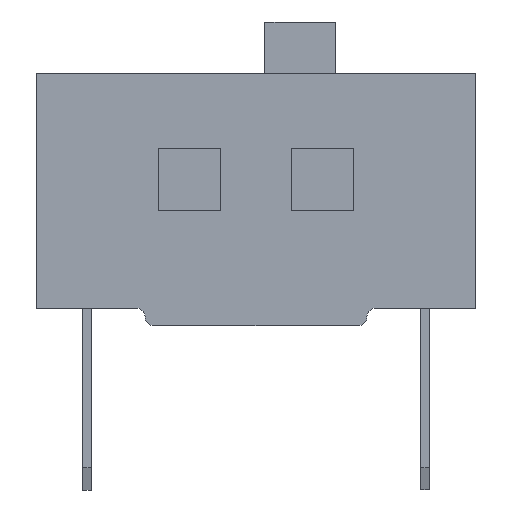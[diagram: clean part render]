
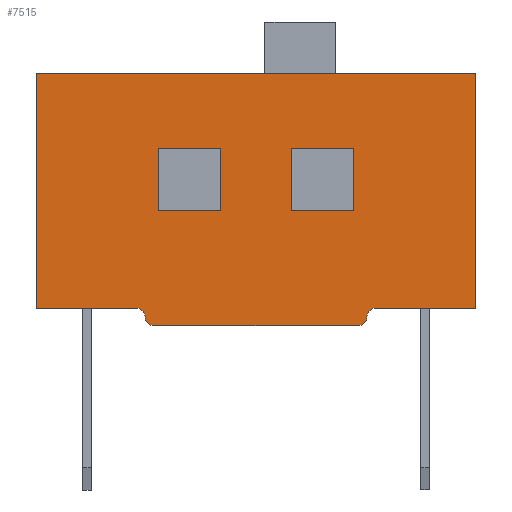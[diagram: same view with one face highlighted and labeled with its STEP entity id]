
A CAD part, left-side view. The second image highlights one B-rep face of the part: STEP entity #7515.
In plain terms, the highlighted planar face has unit normal (-1, 0, 0).
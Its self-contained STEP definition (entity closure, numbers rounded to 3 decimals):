
#236=CIRCLE('',#7838,0.2);
#237=CIRCLE('',#7839,0.2);
#238=CIRCLE('',#7840,0.2);
#239=CIRCLE('',#7841,0.2);
#254=ORIENTED_EDGE('',*,*,#1864,.T.);
#255=ORIENTED_EDGE('',*,*,#1865,.T.);
#256=ORIENTED_EDGE('',*,*,#1866,.T.);
#257=ORIENTED_EDGE('',*,*,#1867,.T.);
#258=ORIENTED_EDGE('',*,*,#1868,.T.);
#259=ORIENTED_EDGE('',*,*,#1869,.T.);
#260=ORIENTED_EDGE('',*,*,#1870,.T.);
#261=ORIENTED_EDGE('',*,*,#1871,.T.);
#262=ORIENTED_EDGE('',*,*,#1872,.F.);
#263=ORIENTED_EDGE('',*,*,#1873,.F.);
#264=ORIENTED_EDGE('',*,*,#1874,.T.);
#265=ORIENTED_EDGE('',*,*,#1875,.T.);
#266=ORIENTED_EDGE('',*,*,#1876,.T.);
#267=ORIENTED_EDGE('',*,*,#1877,.T.);
#268=ORIENTED_EDGE('',*,*,#1878,.T.);
#269=ORIENTED_EDGE('',*,*,#1879,.T.);
#270=ORIENTED_EDGE('',*,*,#1880,.T.);
#271=ORIENTED_EDGE('',*,*,#1881,.T.);
#1864=EDGE_CURVE('',#2669,#2670,#3207,.T.);
#1865=EDGE_CURVE('',#2670,#2671,#3208,.T.);
#1866=EDGE_CURVE('',#2671,#2672,#3209,.T.);
#1867=EDGE_CURVE('',#2672,#2669,#3210,.T.);
#1868=EDGE_CURVE('',#2673,#2674,#3211,.T.);
#1869=EDGE_CURVE('',#2674,#2675,#236,.F.);
#1870=EDGE_CURVE('',#2675,#2676,#237,.T.);
#1871=EDGE_CURVE('',#2676,#2677,#3212,.T.);
#1872=EDGE_CURVE('',#2678,#2677,#3213,.T.);
#1873=EDGE_CURVE('',#2679,#2678,#3214,.T.);
#1874=EDGE_CURVE('',#2679,#2680,#3215,.T.);
#1875=EDGE_CURVE('',#2680,#2681,#3216,.T.);
#1876=EDGE_CURVE('',#2681,#2682,#238,.T.);
#1877=EDGE_CURVE('',#2682,#2673,#239,.F.);
#1878=EDGE_CURVE('',#2683,#2684,#3217,.T.);
#1879=EDGE_CURVE('',#2684,#2685,#3218,.T.);
#1880=EDGE_CURVE('',#2685,#2686,#3219,.T.);
#1881=EDGE_CURVE('',#2686,#2683,#3220,.T.);
#2669=VERTEX_POINT('',#9429);
#2670=VERTEX_POINT('',#9430);
#2671=VERTEX_POINT('',#9432);
#2672=VERTEX_POINT('',#9434);
#2673=VERTEX_POINT('',#9437);
#2674=VERTEX_POINT('',#9438);
#2675=VERTEX_POINT('',#9440);
#2676=VERTEX_POINT('',#9442);
#2677=VERTEX_POINT('',#9444);
#2678=VERTEX_POINT('',#9446);
#2679=VERTEX_POINT('',#9448);
#2680=VERTEX_POINT('',#9450);
#2681=VERTEX_POINT('',#9452);
#2682=VERTEX_POINT('',#9454);
#2683=VERTEX_POINT('',#9457);
#2684=VERTEX_POINT('',#9458);
#2685=VERTEX_POINT('',#9460);
#2686=VERTEX_POINT('',#9462);
#3207=LINE('',#9428,#3846);
#3208=LINE('',#9431,#3847);
#3209=LINE('',#9433,#3848);
#3210=LINE('',#9435,#3849);
#3211=LINE('',#9436,#3850);
#3212=LINE('',#9443,#3851);
#3213=LINE('',#9445,#3852);
#3214=LINE('',#9447,#3853);
#3215=LINE('',#9449,#3854);
#3216=LINE('',#9451,#3855);
#3217=LINE('',#9456,#3856);
#3218=LINE('',#9459,#3857);
#3219=LINE('',#9461,#3858);
#3220=LINE('',#9463,#3859);
#3846=VECTOR('',#8157,1000.);
#3847=VECTOR('',#8158,1000.);
#3848=VECTOR('',#8159,1000.);
#3849=VECTOR('',#8160,1000.);
#3850=VECTOR('',#8161,1000.);
#3851=VECTOR('',#8166,1000.);
#3852=VECTOR('',#8167,1000.);
#3853=VECTOR('',#8168,1000.);
#3854=VECTOR('',#8169,1000.);
#3855=VECTOR('',#8170,1000.);
#3856=VECTOR('',#8175,1000.);
#3857=VECTOR('',#8176,1000.);
#3858=VECTOR('',#8177,1000.);
#3859=VECTOR('',#8178,1000.);
#4485=EDGE_LOOP('',(#254,#255,#256,#257));
#4486=EDGE_LOOP('',(#258,#259,#260,#261,#262,#263,#264,#265,#266,#267));
#4487=EDGE_LOOP('',(#268,#269,#270,#271));
#4840=FACE_BOUND('',#4485,.T.);
#4841=FACE_BOUND('',#4486,.T.);
#4842=FACE_BOUND('',#4487,.T.);
#5195=PLANE('',#7837);
#7515=ADVANCED_FACE('',(#4840,#4841,#4842),#5195,.F.);
#7837=AXIS2_PLACEMENT_3D('',#9427,#8155,#8156);
#7838=AXIS2_PLACEMENT_3D('',#9439,#8162,#8163);
#7839=AXIS2_PLACEMENT_3D('',#9441,#8164,#8165);
#7840=AXIS2_PLACEMENT_3D('',#9453,#8171,#8172);
#7841=AXIS2_PLACEMENT_3D('',#9455,#8173,#8174);
#8155=DIRECTION('',(1.,0.,0.));
#8156=DIRECTION('',(0.,0.,-1.));
#8157=DIRECTION('',(0.,1.,0.));
#8158=DIRECTION('',(0.,0.,1.));
#8159=DIRECTION('',(0.,-1.,0.));
#8160=DIRECTION('',(0.,0.,-1.));
#8161=DIRECTION('',(0.,-1.,0.));
#8162=DIRECTION('',(1.,0.,0.));
#8163=DIRECTION('',(0.,0.,-1.));
#8164=DIRECTION('',(1.,0.,0.));
#8165=DIRECTION('',(0.,0.,-1.));
#8166=DIRECTION('',(0.,-1.,0.));
#8167=DIRECTION('',(0.,0.,-1.));
#8168=DIRECTION('',(0.,-1.,0.));
#8169=DIRECTION('',(0.,0.,-1.));
#8170=DIRECTION('',(0.,-1.,0.));
#8171=DIRECTION('',(1.,0.,0.));
#8172=DIRECTION('',(0.,0.,-1.));
#8173=DIRECTION('',(1.,0.,0.));
#8174=DIRECTION('',(0.,0.,-1.));
#8175=DIRECTION('',(0.,1.,0.));
#8176=DIRECTION('',(0.,0.,1.));
#8177=DIRECTION('',(0.,-1.,0.));
#8178=DIRECTION('',(0.,0.,-1.));
#9427=CARTESIAN_POINT('',(-9.54,4.95,5.3));
#9428=CARTESIAN_POINT('',(-9.54,0.8,2.2));
#9429=CARTESIAN_POINT('',(-9.54,0.8,2.2));
#9430=CARTESIAN_POINT('',(-9.54,2.2,2.2));
#9431=CARTESIAN_POINT('',(-9.54,2.2,2.2));
#9432=CARTESIAN_POINT('',(-9.54,2.2,3.6));
#9433=CARTESIAN_POINT('',(-9.54,2.2,3.6));
#9434=CARTESIAN_POINT('',(-9.54,0.8,3.6));
#9435=CARTESIAN_POINT('',(-9.54,0.8,3.6));
#9436=CARTESIAN_POINT('',(-9.54,2.5,-0.4));
#9437=CARTESIAN_POINT('',(-9.54,2.3,-0.4));
#9438=CARTESIAN_POINT('',(-9.54,-2.3,-0.4));
#9439=CARTESIAN_POINT('',(-9.54,-2.3,-0.2));
#9440=CARTESIAN_POINT('',(-9.54,-2.5,-0.2));
#9441=CARTESIAN_POINT('',(-9.54,-2.7,-0.2));
#9442=CARTESIAN_POINT('',(-9.54,-2.7,0.));
#9443=CARTESIAN_POINT('',(-9.54,4.95,0.));
#9444=CARTESIAN_POINT('',(-9.54,-4.95,0.));
#9445=CARTESIAN_POINT('',(-9.54,-4.95,5.3));
#9446=CARTESIAN_POINT('',(-9.54,-4.95,5.3));
#9447=CARTESIAN_POINT('',(-9.54,4.95,5.3));
#9448=CARTESIAN_POINT('',(-9.54,4.95,5.3));
#9449=CARTESIAN_POINT('',(-9.54,4.95,5.3));
#9450=CARTESIAN_POINT('',(-9.54,4.95,0.));
#9451=CARTESIAN_POINT('',(-9.54,4.95,0.));
#9452=CARTESIAN_POINT('',(-9.54,2.7,0.));
#9453=CARTESIAN_POINT('',(-9.54,2.7,-0.2));
#9454=CARTESIAN_POINT('',(-9.54,2.5,-0.2));
#9455=CARTESIAN_POINT('',(-9.54,2.3,-0.2));
#9456=CARTESIAN_POINT('',(-9.54,-2.2,2.2));
#9457=CARTESIAN_POINT('',(-9.54,-2.2,2.2));
#9458=CARTESIAN_POINT('',(-9.54,-0.8,2.2));
#9459=CARTESIAN_POINT('',(-9.54,-0.8,2.2));
#9460=CARTESIAN_POINT('',(-9.54,-0.8,3.6));
#9461=CARTESIAN_POINT('',(-9.54,-0.8,3.6));
#9462=CARTESIAN_POINT('',(-9.54,-2.2,3.6));
#9463=CARTESIAN_POINT('',(-9.54,-2.2,3.6));
